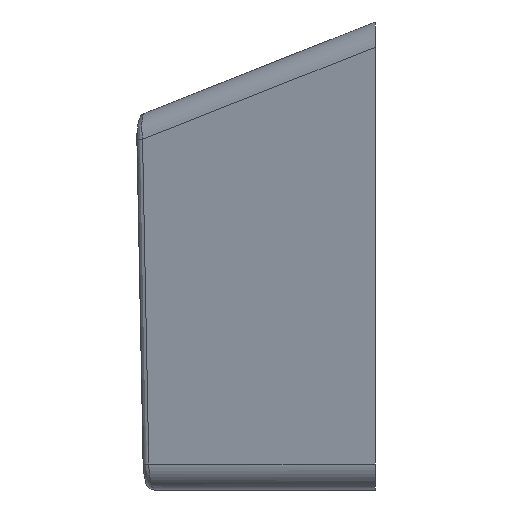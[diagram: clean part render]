
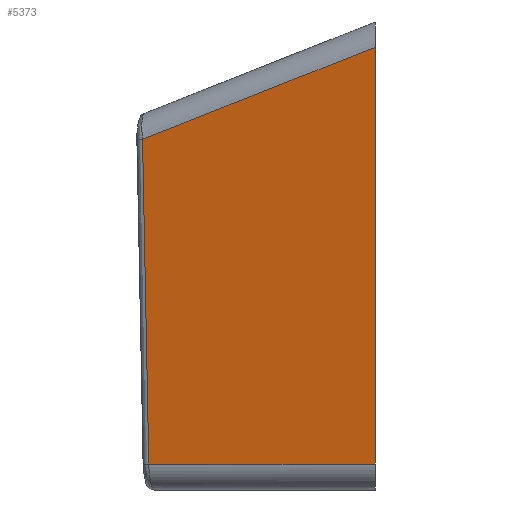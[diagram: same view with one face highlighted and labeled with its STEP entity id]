
A CAD part, left-side view. The second image highlights one B-rep face of the part: STEP entity #5373.
In plain terms, the highlighted planar face has unit normal (-0.964, 0.267, 0).
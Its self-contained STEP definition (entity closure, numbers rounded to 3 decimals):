
#4078 = PLANE('',#4079);
#4079 = AXIS2_PLACEMENT_3D('',#4080,#4081,#4082);
#4080 = CARTESIAN_POINT('',(0.,0.,0.));
#4081 = DIRECTION('',(0.,1.,0.));
#4082 = DIRECTION('',(0.,-0.,1.));
#4700 = CYLINDRICAL_SURFACE('',#4701,1.);
#4701 = AXIS2_PLACEMENT_3D('',#4702,#4703,#4704);
#4702 = CARTESIAN_POINT('',(-16.517,3.59,
    6.503));
#4703 = DIRECTION('',(0.25,0.9,-0.357));
#4704 = DIRECTION('',(-0.65,0.429,0.627));
#4932 = B_SPLINE_SURFACE_WITH_KNOTS('',3,3,(
    (#4933,#4934,#4935,#4936)
    ,(#4937,#4938,#4939,#4940)
    ,(#4941,#4942,#4943,#4944)
    ,(#4945,#4946,#4947,#4948)
    ,(#4949,#4950,#4951,#4952
  )),.UNSPECIFIED.,.F.,.F.,.F.,(4,1,4),(4,4),(0.,0.5,1.),(0.11,
    1.359),.UNSPECIFIED.);
#4933 = CARTESIAN_POINT('',(-15.712,9.157,
    4.481));
#4934 = CARTESIAN_POINT('',(-15.733,9.077,0.319
    ));
#4935 = CARTESIAN_POINT('',(-15.753,8.997,
    -3.844));
#4936 = CARTESIAN_POINT('',(-15.774,8.917,
    -8.006));
#4937 = CARTESIAN_POINT('',(-15.786,9.175,
    4.481));
#4938 = CARTESIAN_POINT('',(-15.807,9.095,0.319
    ));
#4939 = CARTESIAN_POINT('',(-15.828,9.015,
    -3.843));
#4940 = CARTESIAN_POINT('',(-15.849,8.936,
    -8.006));
#4941 = CARTESIAN_POINT('',(-15.949,9.15,
    4.483));
#4942 = CARTESIAN_POINT('',(-15.971,9.071,
    0.32));
#4943 = CARTESIAN_POINT('',(-15.992,8.991,
    -3.842));
#4944 = CARTESIAN_POINT('',(-16.014,8.912,
    -8.005));
#4945 = CARTESIAN_POINT('',(-16.049,9.02,
    4.486));
#4946 = CARTESIAN_POINT('',(-16.072,8.94,
    0.323));
#4947 = CARTESIAN_POINT('',(-16.094,8.86,
    -3.839));
#4948 = CARTESIAN_POINT('',(-16.116,8.78,
    -8.002));
#4949 = CARTESIAN_POINT('',(-16.07,8.946,4.487
    ));
#4950 = CARTESIAN_POINT('',(-16.092,8.866,0.325)
  );
#4951 = CARTESIAN_POINT('',(-16.114,8.786,
    -3.838));
#4952 = CARTESIAN_POINT('',(-16.136,8.706,-8.));
#5228 = VERTEX_POINT('',#5229);
#5229 = CARTESIAN_POINT('',(-16.07,8.946,
    4.487));
#5301 = VERTEX_POINT('',#5302);
#5302 = CARTESIAN_POINT('',(-18.55,0.,8.03));
#5348 = EDGE_CURVE('',#5228,#5301,#5349,.T.);
#5349 = SURFACE_CURVE('',#5350,(#5354,#5361),.PCURVE_S1.);
#5350 = LINE('',#5351,#5352);
#5351 = CARTESIAN_POINT('',(-17.481,3.857,
    6.503));
#5352 = VECTOR('',#5353,1.);
#5353 = DIRECTION('',(-0.25,-0.9,0.357));
#5354 = PCURVE('',#4700,#5355);
#5355 = DEFINITIONAL_REPRESENTATION('',(#5356),#5360);
#5356 = LINE('',#5357,#5358);
#5357 = CARTESIAN_POINT('',(-0.736,0.));
#5358 = VECTOR('',#5359,1.);
#5359 = DIRECTION('',(0.,-1.));
#5360 = ( GEOMETRIC_REPRESENTATION_CONTEXT(2) 
PARAMETRIC_REPRESENTATION_CONTEXT() REPRESENTATION_CONTEXT('2D SPACE',''
  ) );
#5361 = PCURVE('',#5362,#5367);
#5362 = PLANE('',#5363);
#5363 = AXIS2_PLACEMENT_3D('',#5364,#5365,#5366);
#5364 = CARTESIAN_POINT('',(-18.55,0.,9.));
#5365 = DIRECTION('',(0.964,-0.267,0.));
#5366 = DIRECTION('',(0.,0.,-1.));
#5367 = DEFINITIONAL_REPRESENTATION('',(#5368),#5372);
#5368 = LINE('',#5369,#5370);
#5369 = CARTESIAN_POINT('',(2.497,4.003));
#5370 = VECTOR('',#5371,1.);
#5371 = DIRECTION('',(-0.357,-0.934));
#5372 = ( GEOMETRIC_REPRESENTATION_CONTEXT(2) 
PARAMETRIC_REPRESENTATION_CONTEXT() REPRESENTATION_CONTEXT('2D SPACE',''
  ) );
#5373 = ADVANCED_FACE('',(#5374),#5362,.F.);
#5374 = FACE_BOUND('',#5375,.T.);
#5375 = EDGE_LOOP('',(#5376,#5377,#5402,#5430));
#5376 = ORIENTED_EDGE('',*,*,#5348,.F.);
#5377 = ORIENTED_EDGE('',*,*,#5378,.F.);
#5378 = EDGE_CURVE('',#5379,#5228,#5381,.T.);
#5379 = VERTEX_POINT('',#5380);
#5380 = CARTESIAN_POINT('',(-16.136,8.706,-8.));
#5381 = SURFACE_CURVE('',#5382,(#5387,#5395),.PCURVE_S1.);
#5382 = B_SPLINE_CURVE_WITH_KNOTS('',3,(#5383,#5384,#5385,#5386),
  .UNSPECIFIED.,.F.,.F.,(4,4),(-1.359,-0.11),
  .PIECEWISE_BEZIER_KNOTS.);
#5383 = CARTESIAN_POINT('',(-16.136,8.706,-8.));
#5384 = CARTESIAN_POINT('',(-16.114,8.786,
    -3.838));
#5385 = CARTESIAN_POINT('',(-16.092,8.866,0.325)
  );
#5386 = CARTESIAN_POINT('',(-16.07,8.946,4.487
    ));
#5387 = PCURVE('',#5362,#5388);
#5388 = DEFINITIONAL_REPRESENTATION('',(#5389),#5394);
#5389 = B_SPLINE_CURVE_WITH_KNOTS('',3,(#5390,#5391,#5392,#5393),
  .UNSPECIFIED.,.F.,.F.,(4,4),(-1.359,-0.11),
  .PIECEWISE_BEZIER_KNOTS.);
#5390 = CARTESIAN_POINT('',(17.,9.034));
#5391 = CARTESIAN_POINT('',(12.838,9.117));
#5392 = CARTESIAN_POINT('',(8.675,9.2));
#5393 = CARTESIAN_POINT('',(4.513,9.283));
#5394 = ( GEOMETRIC_REPRESENTATION_CONTEXT(2) 
PARAMETRIC_REPRESENTATION_CONTEXT() REPRESENTATION_CONTEXT('2D SPACE',''
  ) );
#5395 = PCURVE('',#4932,#5396);
#5396 = DEFINITIONAL_REPRESENTATION('',(#5397),#5401);
#5397 = LINE('',#5398,#5399);
#5398 = CARTESIAN_POINT('',(1.,0.));
#5399 = VECTOR('',#5400,1.);
#5400 = DIRECTION('',(0.,-1.));
#5401 = ( GEOMETRIC_REPRESENTATION_CONTEXT(2) 
PARAMETRIC_REPRESENTATION_CONTEXT() REPRESENTATION_CONTEXT('2D SPACE',''
  ) );
#5402 = ORIENTED_EDGE('',*,*,#5403,.F.);
#5403 = EDGE_CURVE('',#5404,#5379,#5406,.T.);
#5404 = VERTEX_POINT('',#5405);
#5405 = CARTESIAN_POINT('',(-18.55,0.,-8.));
#5406 = SURFACE_CURVE('',#5407,(#5411,#5418),.PCURVE_S1.);
#5407 = LINE('',#5408,#5409);
#5408 = CARTESIAN_POINT('',(-18.55,0.,-8.));
#5409 = VECTOR('',#5410,1.);
#5410 = DIRECTION('',(0.267,0.964,0.)
  );
#5411 = PCURVE('',#5362,#5412);
#5412 = DEFINITIONAL_REPRESENTATION('',(#5413),#5417);
#5413 = LINE('',#5414,#5415);
#5414 = CARTESIAN_POINT('',(17.,0.));
#5415 = VECTOR('',#5416,1.);
#5416 = DIRECTION('',(0.,1.));
#5417 = ( GEOMETRIC_REPRESENTATION_CONTEXT(2) 
PARAMETRIC_REPRESENTATION_CONTEXT() REPRESENTATION_CONTEXT('2D SPACE',''
  ) );
#5418 = PCURVE('',#5419,#5424);
#5419 = CYLINDRICAL_SURFACE('',#5420,1.);
#5420 = AXIS2_PLACEMENT_3D('',#5421,#5422,#5423);
#5421 = CARTESIAN_POINT('',(-17.586,-0.267,-8.));
#5422 = DIRECTION('',(0.267,0.964,0.)
  );
#5423 = DIRECTION('',(-0.681,0.189,-0.707));
#5424 = DEFINITIONAL_REPRESENTATION('',(#5425),#5429);
#5425 = LINE('',#5426,#5427);
#5426 = CARTESIAN_POINT('',(7.069,0.));
#5427 = VECTOR('',#5428,1.);
#5428 = DIRECTION('',(0.,1.));
#5429 = ( GEOMETRIC_REPRESENTATION_CONTEXT(2) 
PARAMETRIC_REPRESENTATION_CONTEXT() REPRESENTATION_CONTEXT('2D SPACE',''
  ) );
#5430 = ORIENTED_EDGE('',*,*,#5431,.F.);
#5431 = EDGE_CURVE('',#5301,#5404,#5432,.T.);
#5432 = SURFACE_CURVE('',#5433,(#5437,#5444),.PCURVE_S1.);
#5433 = LINE('',#5434,#5435);
#5434 = CARTESIAN_POINT('',(-18.55,0.,9.));
#5435 = VECTOR('',#5436,1.);
#5436 = DIRECTION('',(0.,0.,-1.));
#5437 = PCURVE('',#5362,#5438);
#5438 = DEFINITIONAL_REPRESENTATION('',(#5439),#5443);
#5439 = LINE('',#5440,#5441);
#5440 = CARTESIAN_POINT('',(0.,0.));
#5441 = VECTOR('',#5442,1.);
#5442 = DIRECTION('',(1.,0.));
#5443 = ( GEOMETRIC_REPRESENTATION_CONTEXT(2) 
PARAMETRIC_REPRESENTATION_CONTEXT() REPRESENTATION_CONTEXT('2D SPACE',''
  ) );
#5444 = PCURVE('',#4078,#5445);
#5445 = DEFINITIONAL_REPRESENTATION('',(#5446),#5450);
#5446 = LINE('',#5447,#5448);
#5447 = CARTESIAN_POINT('',(9.,-18.55));
#5448 = VECTOR('',#5449,1.);
#5449 = DIRECTION('',(-1.,0.));
#5450 = ( GEOMETRIC_REPRESENTATION_CONTEXT(2) 
PARAMETRIC_REPRESENTATION_CONTEXT() REPRESENTATION_CONTEXT('2D SPACE',''
  ) );
